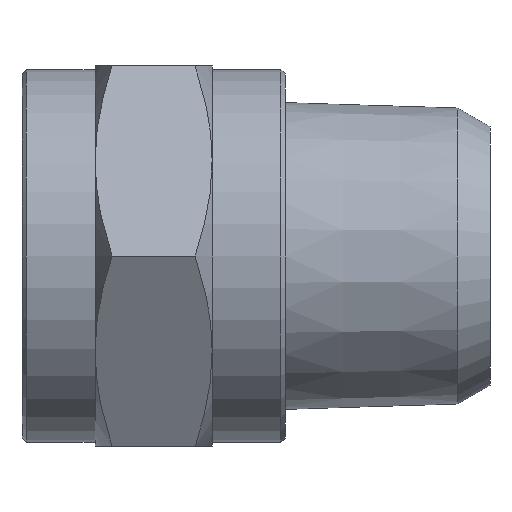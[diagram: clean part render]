
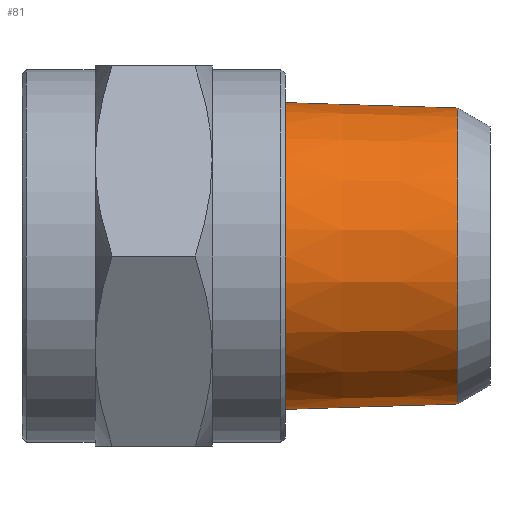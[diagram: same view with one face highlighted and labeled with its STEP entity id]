
A CAD part, left-side view. The second image highlights one B-rep face of the part: STEP entity #81.
In plain terms, the highlighted conical face has half-angle 1.788 degrees and reference radius 10.485 mm.
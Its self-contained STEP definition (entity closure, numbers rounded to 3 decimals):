
#81 = ADVANCED_FACE( '', ( #182, #183 ), #184, .T. );
#182 = FACE_BOUND( '', #303, .T. );
#183 = FACE_OUTER_BOUND( '', #304, .T. );
#184 = CONICAL_SURFACE( '', #305, 10.485, 0.031 );
#303 = EDGE_LOOP( '', ( #470 ) );
#304 = EDGE_LOOP( '', ( #471 ) );
#305 = AXIS2_PLACEMENT_3D( '', #472, #473, #474 );
#470 = ORIENTED_EDGE( '', *, *, #671, .F. );
#471 = ORIENTED_EDGE( '', *, *, #672, .T. );
#472 = CARTESIAN_POINT( '', ( 0., 14., 0. ) );
#473 = DIRECTION( '', ( 0., 1., 0. ) );
#474 = DIRECTION( '', ( 0., 0., 1. ) );
#671 = EDGE_CURVE( '', #791, #791, #792, .T. );
#672 = EDGE_CURVE( '', #793, #793, #794, .T. );
#791 = VERTEX_POINT( '', #1008 );
#792 = CIRCLE( '', #1009, 10.117 );
#793 = VERTEX_POINT( '', #1010 );
#794 = CIRCLE( '', #1011, 10.485 );
#1008 = CARTESIAN_POINT( '', ( 0., 2.2, -10.117 ) );
#1009 = AXIS2_PLACEMENT_3D( '', #1179, #1180, #1181 );
#1010 = CARTESIAN_POINT( '', ( 0., 14., -10.485 ) );
#1011 = AXIS2_PLACEMENT_3D( '', #1182, #1183, #1184 );
#1179 = CARTESIAN_POINT( '', ( 0., 2.2, 0. ) );
#1180 = DIRECTION( '', ( 0., -1., 0. ) );
#1181 = DIRECTION( '', ( 0., 0., -1. ) );
#1182 = CARTESIAN_POINT( '', ( 0., 14., 0. ) );
#1183 = DIRECTION( '', ( 0., -1., 0. ) );
#1184 = DIRECTION( '', ( 0., 0., -1. ) );
